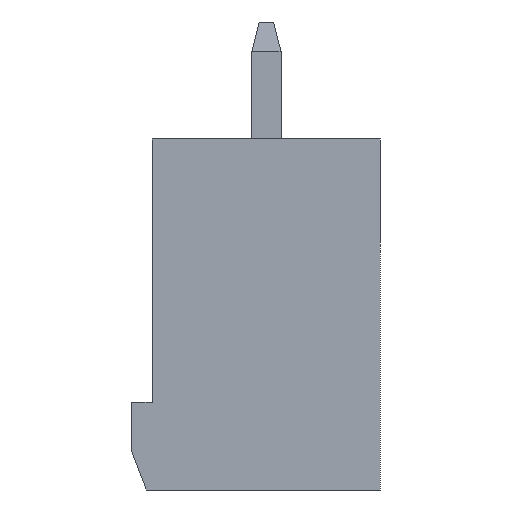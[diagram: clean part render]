
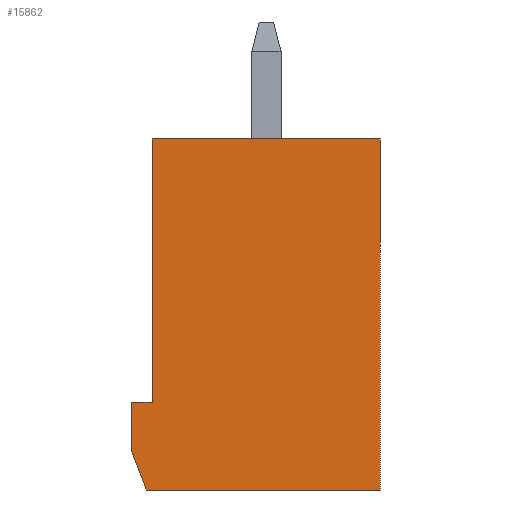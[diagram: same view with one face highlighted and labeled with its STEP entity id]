
A CAD part, left-side view. The second image highlights one B-rep face of the part: STEP entity #15862.
In plain terms, the highlighted planar face has unit normal (-1, 0, 0).
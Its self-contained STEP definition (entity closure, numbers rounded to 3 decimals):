
#2002 = VERTEX_POINT('',#2003);
#2003 = CARTESIAN_POINT('',(-30.7,2.45,-7.81));
#2009 = EDGE_CURVE('',#2010,#2002,#2012,.T.);
#2010 = VERTEX_POINT('',#2011);
#2011 = CARTESIAN_POINT('',(-30.7,-5.35,-7.81));
#2012 = LINE('',#2013,#2014);
#2013 = CARTESIAN_POINT('',(-30.7,-5.35,-7.81));
#2014 = VECTOR('',#2015,1.);
#2015 = DIRECTION('',(0.,1.,0.));
#2257 = VERTEX_POINT('',#2258);
#2258 = CARTESIAN_POINT('',(-30.7,2.45,-16.81));
#2264 = EDGE_CURVE('',#2257,#2002,#2265,.T.);
#2265 = LINE('',#2266,#2267);
#2266 = CARTESIAN_POINT('',(-30.7,2.45,-16.81));
#2267 = VECTOR('',#2268,1.);
#2268 = DIRECTION('',(0.,0.,1.));
#2281 = VERTEX_POINT('',#2282);
#2282 = CARTESIAN_POINT('',(-30.7,3.15,-16.81));
#2288 = EDGE_CURVE('',#2281,#2257,#2289,.T.);
#2289 = LINE('',#2290,#2291);
#2290 = CARTESIAN_POINT('',(-30.7,3.15,-16.81));
#2291 = VECTOR('',#2292,1.);
#2292 = DIRECTION('',(0.,-1.,0.));
#2410 = VERTEX_POINT('',#2411);
#2411 = CARTESIAN_POINT('',(-30.7,3.15,-18.51));
#2417 = EDGE_CURVE('',#2281,#2410,#2418,.T.);
#2418 = LINE('',#2419,#2420);
#2419 = CARTESIAN_POINT('',(-30.7,3.15,-16.81));
#2420 = VECTOR('',#2421,1.);
#2421 = DIRECTION('',(0.,0.,-1.));
#2443 = VERTEX_POINT('',#2444);
#2444 = CARTESIAN_POINT('',(-30.7,-5.35,-19.81));
#2450 = EDGE_CURVE('',#2451,#2443,#2453,.T.);
#2451 = VERTEX_POINT('',#2452);
#2452 = CARTESIAN_POINT('',(-30.7,2.65,-19.81));
#2453 = LINE('',#2454,#2455);
#2454 = CARTESIAN_POINT('',(-30.7,2.65,-19.81));
#2455 = VECTOR('',#2456,1.);
#2456 = DIRECTION('',(0.,-1.,0.));
#2772 = EDGE_CURVE('',#2443,#2010,#2773,.T.);
#2773 = LINE('',#2774,#2775);
#2774 = CARTESIAN_POINT('',(-30.7,-5.35,-19.81));
#2775 = VECTOR('',#2776,1.);
#2776 = DIRECTION('',(0.,0.,1.));
#14081 = EDGE_CURVE('',#2451,#2410,#14082,.T.);
#14082 = LINE('',#14083,#14084);
#14083 = CARTESIAN_POINT('',(-30.7,2.65,-19.81));
#14084 = VECTOR('',#14085,1.);
#14085 = DIRECTION('',(0.,0.359,0.933)
  );
#15862 = ADVANCED_FACE('',(#15863),#15872,.T.);
#15863 = FACE_BOUND('',#15864,.T.);
#15864 = EDGE_LOOP('',(#15865,#15866,#15867,#15868,#15869,#15870,#15871)
  );
#15865 = ORIENTED_EDGE('',*,*,#2450,.T.);
#15866 = ORIENTED_EDGE('',*,*,#2772,.T.);
#15867 = ORIENTED_EDGE('',*,*,#2009,.T.);
#15868 = ORIENTED_EDGE('',*,*,#2264,.F.);
#15869 = ORIENTED_EDGE('',*,*,#2288,.F.);
#15870 = ORIENTED_EDGE('',*,*,#2417,.T.);
#15871 = ORIENTED_EDGE('',*,*,#14081,.F.);
#15872 = PLANE('',#15873);
#15873 = AXIS2_PLACEMENT_3D('',#15874,#15875,#15876);
#15874 = CARTESIAN_POINT('',(-30.7,-11.5,-5.521));
#15875 = DIRECTION('',(-1.,0.,0.));
#15876 = DIRECTION('',(0.,0.,-1.));
